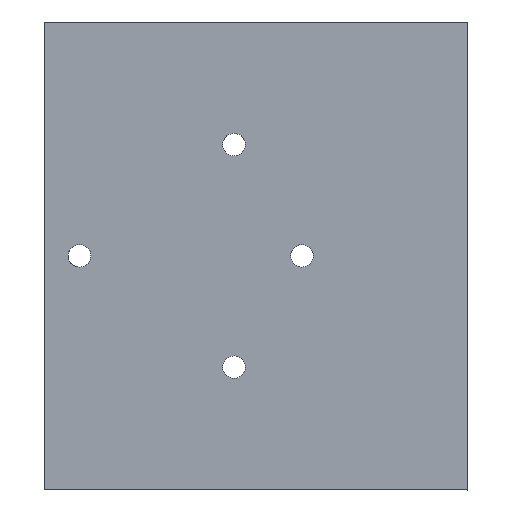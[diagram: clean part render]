
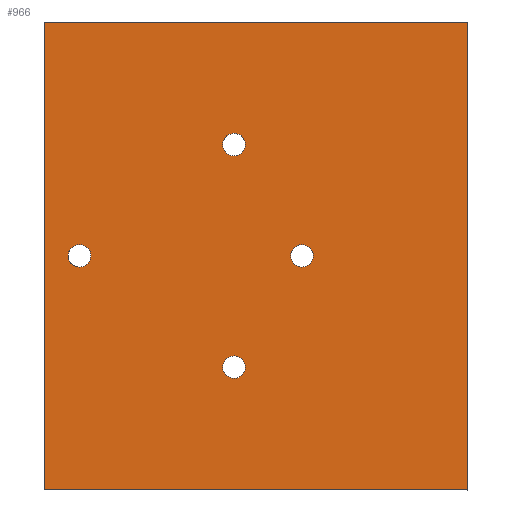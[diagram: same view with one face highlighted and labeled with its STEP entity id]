
A CAD part, top view. The second image highlights one B-rep face of the part: STEP entity #966.
In plain terms, the highlighted planar face has unit normal (0, 0, 1).
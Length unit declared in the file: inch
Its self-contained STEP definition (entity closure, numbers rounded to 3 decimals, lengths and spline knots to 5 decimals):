
#76=CARTESIAN_POINT('',(-0.48,-0.308,0.));
#77=VERTEX_POINT('',#76);
#86=CARTESIAN_POINT('',(-0.48,-0.468,0.));
#87=VERTEX_POINT('',#86);
#88=CARTESIAN_POINT('',(-0.48,-0.388,0.));
#89=DIRECTION('',(0.0,0.0,-1.0));
#90=DIRECTION('',(0.0,1.0,0.0));
#91=AXIS2_PLACEMENT_3D('',#88,#89,#90);
#92=CIRCLE('',#91,0.08);
#93=EDGE_CURVE('',#87,#77,#92,.T.);
#118=CARTESIAN_POINT('',(0.,-1.095,0.));
#119=VERTEX_POINT('',#118);
#128=CARTESIAN_POINT('',(0.,-1.255,0.));
#129=VERTEX_POINT('',#128);
#130=CARTESIAN_POINT('',(0.,-1.175,0.));
#131=DIRECTION('',(0.0,0.0,-1.0));
#132=DIRECTION('',(0.0,1.0,0.0));
#133=AXIS2_PLACEMENT_3D('',#130,#131,#132);
#134=CIRCLE('',#133,0.08);
#135=EDGE_CURVE('',#129,#119,#134,.T.);
#160=CARTESIAN_POINT('',(-0.48,-1.883,0.));
#161=VERTEX_POINT('',#160);
#170=CARTESIAN_POINT('',(-0.48,-2.043,0.));
#171=VERTEX_POINT('',#170);
#172=CARTESIAN_POINT('',(-0.48,-1.963,0.));
#173=DIRECTION('',(0.0,0.0,-1.0));
#174=DIRECTION('',(0.0,1.0,0.0));
#175=AXIS2_PLACEMENT_3D('',#172,#173,#174);
#176=CIRCLE('',#175,0.08);
#177=EDGE_CURVE('',#171,#161,#176,.T.);
#202=CARTESIAN_POINT('',(-1.575,-1.095,0.));
#203=VERTEX_POINT('',#202);
#212=CARTESIAN_POINT('',(-1.575,-1.255,0.));
#213=VERTEX_POINT('',#212);
#214=CARTESIAN_POINT('',(-1.575,-1.175,0.));
#215=DIRECTION('',(0.0,0.0,-1.0));
#216=DIRECTION('',(0.0,1.0,0.0));
#217=AXIS2_PLACEMENT_3D('',#214,#215,#216);
#218=CIRCLE('',#217,0.08);
#219=EDGE_CURVE('',#213,#203,#218,.T.);
#647=CARTESIAN_POINT('',(-1.575,-1.175,0.));
#648=DIRECTION('',(0.0,0.0,-1.0));
#649=DIRECTION('',(0.0,1.0,0.0));
#650=AXIS2_PLACEMENT_3D('',#647,#648,#649);
#651=CIRCLE('',#650,0.08);
#652=EDGE_CURVE('',#203,#213,#651,.T.);
#671=CARTESIAN_POINT('',(-0.48,-1.963,0.));
#672=DIRECTION('',(0.0,0.0,-1.0));
#673=DIRECTION('',(0.0,1.0,0.0));
#674=AXIS2_PLACEMENT_3D('',#671,#672,#673);
#675=CIRCLE('',#674,0.08);
#676=EDGE_CURVE('',#161,#171,#675,.T.);
#695=CARTESIAN_POINT('',(0.,-1.175,0.));
#696=DIRECTION('',(0.0,0.0,-1.0));
#697=DIRECTION('',(0.0,1.0,0.0));
#698=AXIS2_PLACEMENT_3D('',#695,#696,#697);
#699=CIRCLE('',#698,0.08);
#700=EDGE_CURVE('',#119,#129,#699,.T.);
#719=CARTESIAN_POINT('',(-0.48,-0.388,0.));
#720=DIRECTION('',(0.0,0.0,-1.0));
#721=DIRECTION('',(0.0,1.0,0.0));
#722=AXIS2_PLACEMENT_3D('',#719,#720,#721);
#723=CIRCLE('',#722,0.08);
#724=EDGE_CURVE('',#77,#87,#723,.T.);
#743=CARTESIAN_POINT('',(-1.825,-2.83,0.));
#744=VERTEX_POINT('',#743);
#752=CARTESIAN_POINT('',(-1.825,0.48,0.));
#753=VERTEX_POINT('',#752);
#754=CARTESIAN_POINT('',(-1.825,0.48,0.));
#755=DIRECTION('',(0.0,-1.0,0.0));
#756=VECTOR('',#755,3.31);
#757=LINE('',#754,#756);
#758=EDGE_CURVE('',#753,#744,#757,.T.);
#783=CARTESIAN_POINT('',(1.175,-2.83,0.));
#784=VERTEX_POINT('',#783);
#801=CARTESIAN_POINT('',(1.175,0.48,0.));
#802=VERTEX_POINT('',#801);
#809=CARTESIAN_POINT('',(1.175,0.48,0.));
#810=DIRECTION('',(0.0,-1.0,0.0));
#811=VECTOR('',#810,3.31);
#812=LINE('',#809,#811);
#813=EDGE_CURVE('',#802,#784,#812,.T.);
#929=CARTESIAN_POINT('',(-1.825,0.48,0.));
#930=DIRECTION('',(0.0,0.0,1.0));
#931=DIRECTION('',(0.0,-1.0,0.0));
#932=AXIS2_PLACEMENT_3D('',#929,#930,#931);
#933=PLANE('',#932);
#934=CARTESIAN_POINT('',(-1.825,-2.83,0.));
#935=DIRECTION('',(1.0,0.0,0.0));
#936=VECTOR('',#935,3.0);
#937=LINE('',#934,#936);
#938=EDGE_CURVE('',#744,#784,#937,.T.);
#939=ORIENTED_EDGE('',*,*,#938,.T.);
#940=ORIENTED_EDGE('',*,*,#813,.F.);
#941=CARTESIAN_POINT('',(-1.825,0.48,0.));
#942=DIRECTION('',(1.0,0.0,0.0));
#943=VECTOR('',#942,3.0);
#944=LINE('',#941,#943);
#945=EDGE_CURVE('',#753,#802,#944,.T.);
#946=ORIENTED_EDGE('',*,*,#945,.F.);
#947=ORIENTED_EDGE('',*,*,#758,.T.);
#948=EDGE_LOOP('',(#939,#940,#946,#947));
#949=FACE_OUTER_BOUND('',#948,.T.);
#950=ORIENTED_EDGE('',*,*,#652,.T.);
#951=ORIENTED_EDGE('',*,*,#219,.T.);
#952=EDGE_LOOP('',(#950,#951));
#953=FACE_BOUND('',#952,.T.);
#954=ORIENTED_EDGE('',*,*,#676,.T.);
#955=ORIENTED_EDGE('',*,*,#177,.T.);
#956=EDGE_LOOP('',(#954,#955));
#957=FACE_BOUND('',#956,.T.);
#958=ORIENTED_EDGE('',*,*,#700,.T.);
#959=ORIENTED_EDGE('',*,*,#135,.T.);
#960=EDGE_LOOP('',(#958,#959));
#961=FACE_BOUND('',#960,.T.);
#962=ORIENTED_EDGE('',*,*,#724,.T.);
#963=ORIENTED_EDGE('',*,*,#93,.T.);
#964=EDGE_LOOP('',(#962,#963));
#965=FACE_BOUND('',#964,.T.);
#966=ADVANCED_FACE('',(#949,#953,#957,#961,#965),#933,.T.);
